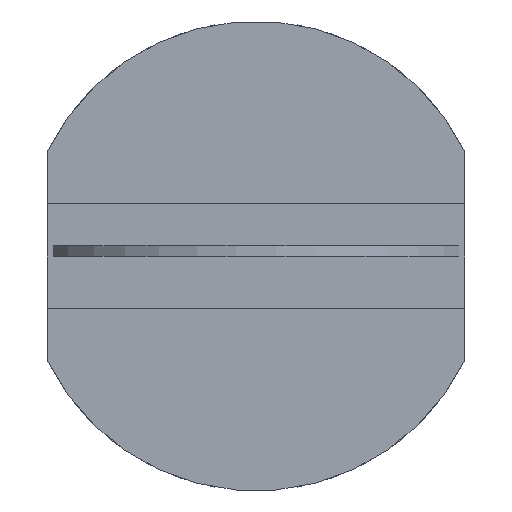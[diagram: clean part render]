
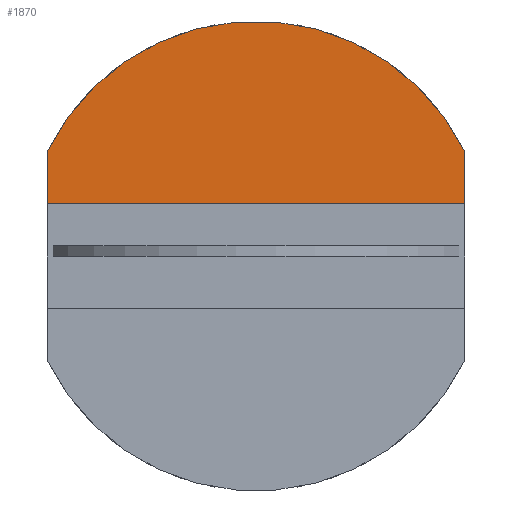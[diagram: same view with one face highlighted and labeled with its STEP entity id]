
A CAD part, front view. The second image highlights one B-rep face of the part: STEP entity #1870.
In plain terms, the highlighted face is planar.
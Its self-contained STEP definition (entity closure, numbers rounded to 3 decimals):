
#1870 = ADVANCED_FACE( '', ( #3046 ), #3047, .T. );
#3046 = FACE_OUTER_BOUND( '', #3439, .T. );
#3047 = PLANE( '', #3440 );
#3439 = EDGE_LOOP( '', ( #4026, #4027, #4028, #4029 ) );
#3440 = AXIS2_PLACEMENT_3D( '', #4030, #4031, #4032 );
#4026 = ORIENTED_EDGE( '', *, *, #5562, .T. );
#4027 = ORIENTED_EDGE( '', *, *, #5566, .T. );
#4028 = ORIENTED_EDGE( '', *, *, #5569, .T. );
#4029 = ORIENTED_EDGE( '', *, *, #5572, .T. );
#4030 = CARTESIAN_POINT( '', ( 0., -0.025, 0. ) );
#4031 = DIRECTION( '', ( 0., 0., -1. ) );
#4032 = DIRECTION( '', ( -1., 0., 0. ) );
#5562 = EDGE_CURVE( '', #5782, #5783, #5784, .T. );
#5566 = EDGE_CURVE( '', #5783, #5790, #5791, .T. );
#5569 = EDGE_CURVE( '', #5790, #5795, #5796, .T. );
#5572 = EDGE_CURVE( '', #5795, #5782, #5800, .T. );
#5782 = VERTEX_POINT( '', #5822 );
#5783 = VERTEX_POINT( '', #5823 );
#5784 = LINE( '', #5824, #5825 );
#5790 = VERTEX_POINT( '', #5834 );
#5791 = LINE( '', #5835, #5836 );
#5795 = VERTEX_POINT( '', #5842 );
#5796 = LINE( '', #5843, #5844 );
#5800 = CIRCLE( '', #5850, 2.225 );
#5822 = CARTESIAN_POINT( '', ( -2., -1., 0. ) );
#5823 = CARTESIAN_POINT( '', ( -2., -0.5, 0. ) );
#5824 = CARTESIAN_POINT( '', ( -2., -0.5, 0. ) );
#5825 = VECTOR( '', #5882, 1000. );
#5834 = CARTESIAN_POINT( '', ( 2., -0.5, 0. ) );
#5835 = CARTESIAN_POINT( '', ( -2., -0.5, 0. ) );
#5836 = VECTOR( '', #5886, 1000. );
#5842 = CARTESIAN_POINT( '', ( 2., -1., 0. ) );
#5843 = CARTESIAN_POINT( '', ( 2., -1., 0. ) );
#5844 = VECTOR( '', #5889, 1000. );
#5850 = AXIS2_PLACEMENT_3D( '', #5892, #5893, #5894 );
#5882 = DIRECTION( '', ( 0., 1., 0. ) );
#5886 = DIRECTION( '', ( 1., 0., 0. ) );
#5889 = DIRECTION( '', ( 0., -1., 0. ) );
#5892 = CARTESIAN_POINT( '', ( 0., -0.025, 0. ) );
#5893 = DIRECTION( '', ( 0., 0., -1. ) );
#5894 = DIRECTION( '', ( 1., 0., 0. ) );
